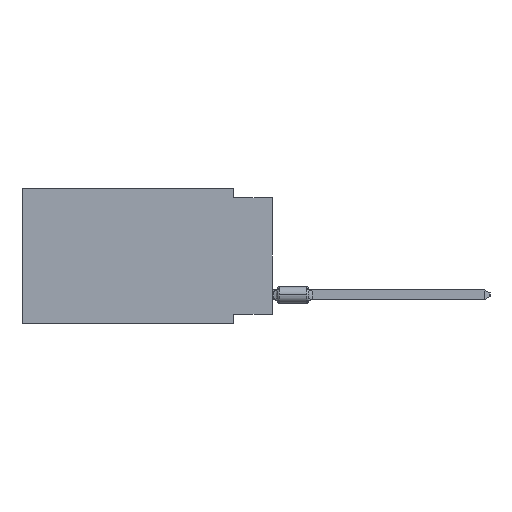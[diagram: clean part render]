
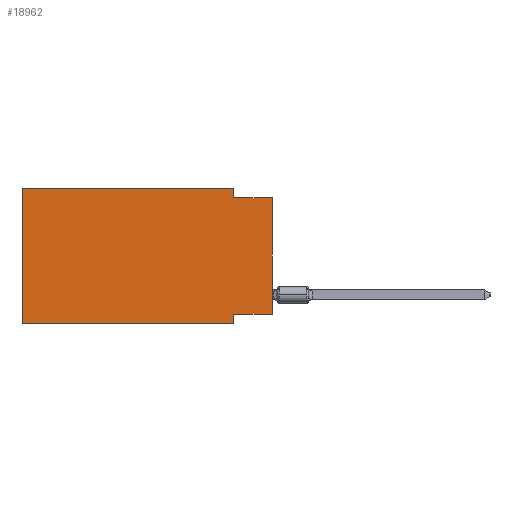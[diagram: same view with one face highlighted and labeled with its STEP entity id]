
A CAD part, left-side view. The second image highlights one B-rep face of the part: STEP entity #18962.
In plain terms, the highlighted planar face has unit normal (-1, 0, 0).
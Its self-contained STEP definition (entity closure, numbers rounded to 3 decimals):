
#482 = ORIENTED_EDGE ( 'NONE', *, *, #550, .F. ) ;
#550 = EDGE_CURVE ( 'NONE', #34856, #53502, #51215, .T. ) ;
#1147 = ORIENTED_EDGE ( 'NONE', *, *, #12616, .F. ) ;
#3124 = CARTESIAN_POINT ( 'NONE',  ( 0., 0., -0.635 ) ) ;
#3682 = CARTESIAN_POINT ( 'NONE',  ( 0., 0., -8.255 ) ) ;
#7357 = DIRECTION ( 'NONE',  ( 0., -1., 0. ) ) ;
#7819 = CARTESIAN_POINT ( 'NONE',  ( 0., 2.54, -0.635 ) ) ;
#9890 = VERTEX_POINT ( 'NONE', #7819 ) ;
#10362 = CARTESIAN_POINT ( 'NONE',  ( 0., 0., 0. ) ) ;
#12616 = EDGE_CURVE ( 'NONE', #9890, #29808, #45423, .T. ) ;
#13024 = DIRECTION ( 'NONE',  ( 0., 0., -1. ) ) ;
#13216 = LINE ( 'NONE', #24531, #20045 ) ;
#15062 = DIRECTION ( 'NONE',  ( 0., 0., -1. ) ) ;
#15627 = DIRECTION ( 'NONE',  ( 0., 0., 1. ) ) ;
#15666 = ORIENTED_EDGE ( 'NONE', *, *, #58204, .F. ) ;
#15912 = DIRECTION ( 'NONE',  ( 0., -1., 0. ) ) ;
#16956 = LINE ( 'NONE', #10362, #42717 ) ;
#17128 = AXIS2_PLACEMENT_3D ( 'NONE', #31874, #33297, #15062 ) ;
#17633 = EDGE_LOOP ( 'NONE', ( #35021, #1147, #28774, #27331, #71985, #19943, #15666, #482 ) ) ;
#18132 = VECTOR ( 'NONE', #35506, 1000. ) ;
#18543 = EDGE_CURVE ( 'NONE', #34856, #29808, #16956, .T. ) ;
#18962 = ADVANCED_FACE ( 'NONE', ( #65106 ), #59632, .F. ) ;
#19943 = ORIENTED_EDGE ( 'NONE', *, *, #64876, .T. ) ;
#20045 = VECTOR ( 'NONE', #7357, 1000. ) ;
#21089 = CARTESIAN_POINT ( 'NONE',  ( 0., 16.383, 0. ) ) ;
#22859 = CARTESIAN_POINT ( 'NONE',  ( 0., 2.54, 0. ) ) ;
#24531 = CARTESIAN_POINT ( 'NONE',  ( 0., 16.383, -8.89 ) ) ;
#24923 = CARTESIAN_POINT ( 'NONE',  ( 0., 0., -8.255 ) ) ;
#25084 = VERTEX_POINT ( 'NONE', #22859 ) ;
#25187 = VECTOR ( 'NONE', #15912, 1000. ) ;
#26042 = EDGE_CURVE ( 'NONE', #31089, #25084, #66302, .T. ) ;
#26577 = LINE ( 'NONE', #21089, #51342 ) ;
#27331 = ORIENTED_EDGE ( 'NONE', *, *, #26042, .F. ) ;
#28398 = CARTESIAN_POINT ( 'NONE',  ( 0., 2.54, -8.89 ) ) ;
#28774 = ORIENTED_EDGE ( 'NONE', *, *, #62084, .F. ) ;
#29201 = VECTOR ( 'NONE', #43714, 1000. ) ;
#29808 = VERTEX_POINT ( 'NONE', #3124 ) ;
#31089 = VERTEX_POINT ( 'NONE', #67596 ) ;
#31874 = CARTESIAN_POINT ( 'NONE',  ( 0., 16.383, 0. ) ) ;
#33297 = DIRECTION ( 'NONE',  ( 1., 0., 0. ) ) ;
#34856 = VERTEX_POINT ( 'NONE', #3682 ) ;
#35021 = ORIENTED_EDGE ( 'NONE', *, *, #18543, .T. ) ;
#35506 = DIRECTION ( 'NONE',  ( 0., 1., 0. ) ) ;
#37483 = VECTOR ( 'NONE', #67365, 1000. ) ;
#42717 = VECTOR ( 'NONE', #66994, 1000. ) ;
#43714 = DIRECTION ( 'NONE',  ( 0., 0., -1. ) ) ;
#45075 = CARTESIAN_POINT ( 'NONE',  ( 0., 0., -0.635 ) ) ;
#45423 = LINE ( 'NONE', #45075, #37483 ) ;
#46246 = LINE ( 'NONE', #63055, #71376 ) ;
#46830 = CARTESIAN_POINT ( 'NONE',  ( 0., 16.383, -8.89 ) ) ;
#51215 = LINE ( 'NONE', #24923, #18132 ) ;
#51342 = VECTOR ( 'NONE', #15627, 1000. ) ;
#52947 = CARTESIAN_POINT ( 'NONE',  ( 0., 2.54, -8.255 ) ) ;
#53502 = VERTEX_POINT ( 'NONE', #52947 ) ;
#55101 = VERTEX_POINT ( 'NONE', #66469 ) ;
#58204 = EDGE_CURVE ( 'NONE', #53502, #55101, #61258, .T. ) ;
#59632 = PLANE ( 'NONE',  #17128 ) ;
#60114 = CARTESIAN_POINT ( 'NONE',  ( 0., 16.383, 0. ) ) ;
#61258 = LINE ( 'NONE', #28398, #29201 ) ;
#62084 = EDGE_CURVE ( 'NONE', #25084, #9890, #46246, .T. ) ;
#63051 = EDGE_CURVE ( 'NONE', #67148, #31089, #26577, .T. ) ;
#63055 = CARTESIAN_POINT ( 'NONE',  ( 0., 2.54, 0. ) ) ;
#64876 = EDGE_CURVE ( 'NONE', #67148, #55101, #13216, .T. ) ;
#65106 = FACE_OUTER_BOUND ( 'NONE', #17633, .T. ) ;
#66302 = LINE ( 'NONE', #60114, #25187 ) ;
#66469 = CARTESIAN_POINT ( 'NONE',  ( 0., 2.54, -8.89 ) ) ;
#66994 = DIRECTION ( 'NONE',  ( 0., 0., 1. ) ) ;
#67148 = VERTEX_POINT ( 'NONE', #46830 ) ;
#67365 = DIRECTION ( 'NONE',  ( 0., -1., 0. ) ) ;
#67596 = CARTESIAN_POINT ( 'NONE',  ( 0., 16.383, 0. ) ) ;
#71376 = VECTOR ( 'NONE', #13024, 1000. ) ;
#71985 = ORIENTED_EDGE ( 'NONE', *, *, #63051, .F. ) ;
